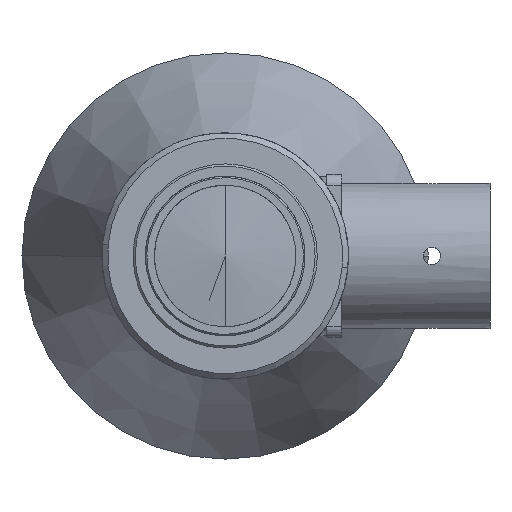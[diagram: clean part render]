
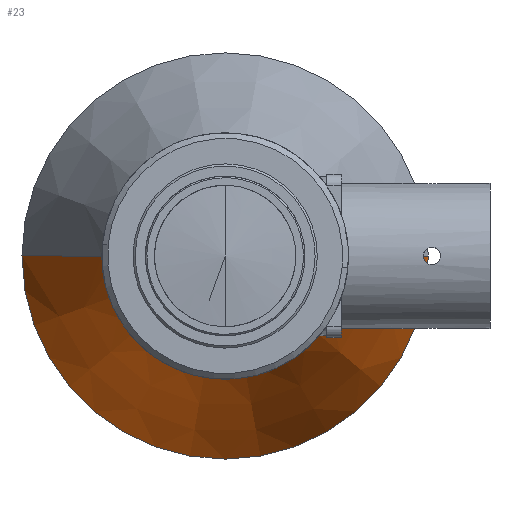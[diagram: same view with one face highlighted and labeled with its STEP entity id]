
A CAD part, left-side view. The second image highlights one B-rep face of the part: STEP entity #23.
In plain terms, the highlighted conical face has half-angle 23 degrees and reference radius 17 mm.
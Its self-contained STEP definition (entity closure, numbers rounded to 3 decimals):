
#23 = ADVANCED_FACE ( 'NONE', ( #4256 ), #1533, .T. ) ;
#38 = DIRECTION ( 'NONE',  ( 1., 0., 0. ) ) ;
#129 = EDGE_CURVE ( 'NONE', #3343, #992, #4721, .T. ) ;
#384 = AXIS2_PLACEMENT_3D ( 'NONE', #3875, #612, #1672 ) ;
#425 = CARTESIAN_POINT ( 'NONE',  ( 56.7, 0., 0. ) ) ;
#477 = LINE ( 'NONE', #4251, #3378 ) ;
#612 = DIRECTION ( 'NONE',  ( 1., 0., 0. ) ) ;
#780 = DIRECTION ( 'NONE',  ( 0., 0., -1. ) ) ;
#817 = VERTEX_POINT ( 'NONE', #2314 ) ;
#972 = EDGE_CURVE ( 'NONE', #1529, #817, #1017, .T. ) ;
#992 = VERTEX_POINT ( 'NONE', #2940 ) ;
#1017 = CIRCLE ( 'NONE', #3793, 28. ) ;
#1193 = ORIENTED_EDGE ( 'NONE', *, *, #972, .F. ) ;
#1364 = CARTESIAN_POINT ( 'NONE',  ( 56.7, -28., 0. ) ) ;
#1479 = EDGE_CURVE ( 'NONE', #3343, #1529, #3629, .T. ) ;
#1520 = ORIENTED_EDGE ( 'NONE', *, *, #4154, .T. ) ;
#1529 = VERTEX_POINT ( 'NONE', #1364 ) ;
#1533 = CONICAL_SURFACE ( 'NONE', #2836, 17., 0.401 ) ;
#1672 = DIRECTION ( 'NONE',  ( 0., 0., 1. ) ) ;
#2034 = EDGE_LOOP ( 'NONE', ( #3649, #2743, #1520, #1193 ) ) ;
#2046 = CARTESIAN_POINT ( 'NONE',  ( 30.786, -17., 0. ) ) ;
#2314 = CARTESIAN_POINT ( 'NONE',  ( 56.7, 28., 0. ) ) ;
#2557 = DIRECTION ( 'NONE',  ( 0., 1., 0. ) ) ;
#2726 = VECTOR ( 'NONE', #3562, 1000. ) ;
#2743 = ORIENTED_EDGE ( 'NONE', *, *, #129, .T. ) ;
#2836 = AXIS2_PLACEMENT_3D ( 'NONE', #3991, #4729, #2557 ) ;
#2865 = CARTESIAN_POINT ( 'NONE',  ( 30.786, -17., 0. ) ) ;
#2940 = CARTESIAN_POINT ( 'NONE',  ( 30.786, 17., 0. ) ) ;
#3187 = DIRECTION ( 'NONE',  ( 0.921, 0.391, 0. ) ) ;
#3343 = VERTEX_POINT ( 'NONE', #2046 ) ;
#3378 = VECTOR ( 'NONE', #3187, 1000. ) ;
#3562 = DIRECTION ( 'NONE',  ( 0.921, -0.391, 0. ) ) ;
#3629 = LINE ( 'NONE', #2865, #2726 ) ;
#3649 = ORIENTED_EDGE ( 'NONE', *, *, #1479, .F. ) ;
#3793 = AXIS2_PLACEMENT_3D ( 'NONE', #425, #38, #780 ) ;
#3875 = CARTESIAN_POINT ( 'NONE',  ( 30.786, 0., 0. ) ) ;
#3991 = CARTESIAN_POINT ( 'NONE',  ( 30.786, 0., 0. ) ) ;
#4154 = EDGE_CURVE ( 'NONE', #992, #817, #477, .T. ) ;
#4251 = CARTESIAN_POINT ( 'NONE',  ( 30.786, 17., 0. ) ) ;
#4256 = FACE_OUTER_BOUND ( 'NONE', #2034, .T. ) ;
#4721 = CIRCLE ( 'NONE', #384, 17. ) ;
#4729 = DIRECTION ( 'NONE',  ( 1., 0., 0. ) ) ;
